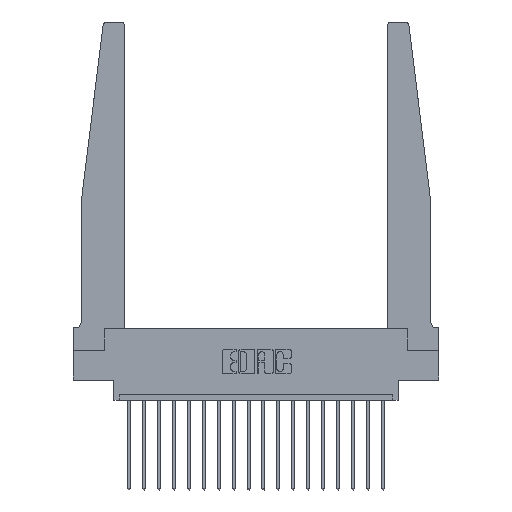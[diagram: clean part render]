
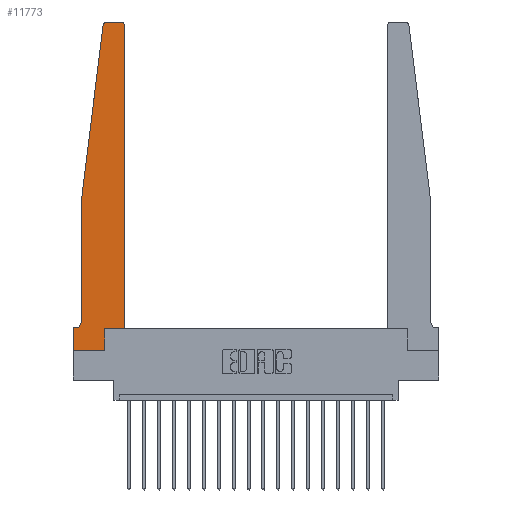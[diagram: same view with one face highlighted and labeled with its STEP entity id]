
A CAD part, top view. The second image highlights one B-rep face of the part: STEP entity #11773.
In plain terms, the highlighted planar face has unit normal (0, 0, 1).
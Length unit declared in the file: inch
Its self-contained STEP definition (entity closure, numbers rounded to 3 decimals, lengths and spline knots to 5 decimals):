
#236 = CARTESIAN_POINT ( 'NONE',  ( 0., 0.1875, 0.37 ) ) ;
#399 = ORIENTED_EDGE ( 'NONE', *, *, #1734, .T. ) ;
#451 = CARTESIAN_POINT ( 'NONE',  ( 0.015, 0.2375, 0.37 ) ) ;
#610 = EDGE_CURVE ( 'NONE', #16986, #6214, #14120, .T. ) ;
#750 = LINE ( 'NONE', #12667, #15766 ) ;
#1027 = LINE ( 'NONE', #10024, #17174 ) ;
#1368 = ORIENTED_EDGE ( 'NONE', *, *, #12105, .T. ) ;
#1734 = EDGE_CURVE ( 'NONE', #6179, #7132, #750, .T. ) ;
#1888 = CARTESIAN_POINT ( 'NONE',  ( 0.425, 2.72, 0.37 ) ) ;
#2600 = DIRECTION ( 'NONE',  ( 0., -1., 0. ) ) ;
#2672 = CARTESIAN_POINT ( 'NONE',  ( 0.065, 0.1875, 0.37 ) ) ;
#2802 = ORIENTED_EDGE ( 'NONE', *, *, #6019, .T. ) ;
#3173 = VERTEX_POINT ( 'NONE', #12113 ) ;
#3243 = CARTESIAN_POINT ( 'NONE',  ( 0.065, 0.2375, 0.37 ) ) ;
#3376 = LINE ( 'NONE', #3950, #16093 ) ;
#3732 = VECTOR ( 'NONE', #6492, 39.37008 ) ;
#3770 = VERTEX_POINT ( 'NONE', #4796 ) ;
#3808 = AXIS2_PLACEMENT_3D ( 'NONE', #15591, #6748, #18612 ) ;
#3841 = EDGE_CURVE ( 'NONE', #13018, #7664, #18755, .T. ) ;
#3950 = CARTESIAN_POINT ( 'NONE',  ( 0.425, 0.18, 0.37 ) ) ;
#3966 = AXIS2_PLACEMENT_3D ( 'NONE', #236, #16552, #15038 ) ;
#4796 = CARTESIAN_POINT ( 'NONE',  ( 0.395, 2.75, 0.37 ) ) ;
#5483 = LINE ( 'NONE', #18884, #10870 ) ;
#5532 = ORIENTED_EDGE ( 'NONE', *, *, #15606, .T. ) ;
#5670 = AXIS2_PLACEMENT_3D ( 'NONE', #8939, #16533, #9001 ) ;
#6019 = EDGE_CURVE ( 'NONE', #15760, #3770, #9387, .T. ) ;
#6113 = PLANE ( 'NONE',  #3966 ) ;
#6179 = VERTEX_POINT ( 'NONE', #9603 ) ;
#6201 = DIRECTION ( 'NONE',  ( 1., 0., 0. ) ) ;
#6214 = VERTEX_POINT ( 'NONE', #6891 ) ;
#6248 = CARTESIAN_POINT ( 'NONE',  ( 0.24675, 2.72367, 0.37 ) ) ;
#6441 = CARTESIAN_POINT ( 'NONE',  ( 0.065, 1.25, 0.37 ) ) ;
#6492 = DIRECTION ( 'NONE',  ( -1., 0., 0. ) ) ;
#6748 = DIRECTION ( 'NONE',  ( 0., 0., 1. ) ) ;
#6891 = CARTESIAN_POINT ( 'NONE',  ( 0.015, 0.1875, 0.37 ) ) ;
#7025 = EDGE_LOOP ( 'NONE', ( #13860, #7729, #16094, #8688, #12562, #12265, #11564, #1368, #399, #8517, #5532, #2802 ) ) ;
#7065 = CARTESIAN_POINT ( 'NONE',  ( 0.27653, 2.75, 0.37 ) ) ;
#7132 = VERTEX_POINT ( 'NONE', #9027 ) ;
#7151 = VECTOR ( 'NONE', #6201, 39.37008 ) ;
#7664 = VERTEX_POINT ( 'NONE', #6441 ) ;
#7729 = ORIENTED_EDGE ( 'NONE', *, *, #16742, .T. ) ;
#8517 = ORIENTED_EDGE ( 'NONE', *, *, #11576, .T. ) ;
#8619 = DIRECTION ( 'NONE',  ( 0., 1., 0. ) ) ;
#8688 = ORIENTED_EDGE ( 'NONE', *, *, #18671, .T. ) ;
#8939 = CARTESIAN_POINT ( 'NONE',  ( 0.27653, 2.72, 0.37 ) ) ;
#9001 = DIRECTION ( 'NONE',  ( 1., 0., 0. ) ) ;
#9027 = CARTESIAN_POINT ( 'NONE',  ( 0.2605, 0.18, 0.37 ) ) ;
#9062 = CIRCLE ( 'NONE', #5670, 0.03 ) ;
#9075 = VERTEX_POINT ( 'NONE', #13640 ) ;
#9317 = CARTESIAN_POINT ( 'NONE',  ( 0.425, 0.18, 0.37 ) ) ;
#9387 = CIRCLE ( 'NONE', #3808, 0.03 ) ;
#9413 = DIRECTION ( 'NONE',  ( 0., -1., 0. ) ) ;
#9603 = CARTESIAN_POINT ( 'NONE',  ( 0.2605, 0., 0.37 ) ) ;
#10024 = CARTESIAN_POINT ( 'NONE',  ( 0., 0., 0.37 ) ) ;
#10857 = EDGE_CURVE ( 'NONE', #6214, #11496, #17894, .T. ) ;
#10870 = VECTOR ( 'NONE', #15663, 39.37008 ) ;
#11309 = LINE ( 'NONE', #18305, #12461 ) ;
#11496 = VERTEX_POINT ( 'NONE', #16674 ) ;
#11564 = ORIENTED_EDGE ( 'NONE', *, *, #17250, .T. ) ;
#11576 = EDGE_CURVE ( 'NONE', #7132, #3173, #19263, .T. ) ;
#11729 = LINE ( 'NONE', #12440, #3732 ) ;
#11773 = ADVANCED_FACE ( 'NONE', ( #12051 ), #6113, .T. ) ;
#12051 = FACE_OUTER_BOUND ( 'NONE', #7025, .T. ) ;
#12105 = EDGE_CURVE ( 'NONE', #9075, #6179, #5483, .T. ) ;
#12113 = CARTESIAN_POINT ( 'NONE',  ( 0.425, 0.18, 0.37 ) ) ;
#12240 = DIRECTION ( 'NONE',  ( -1., 0., 0. ) ) ;
#12265 = ORIENTED_EDGE ( 'NONE', *, *, #10857, .T. ) ;
#12440 = CARTESIAN_POINT ( 'NONE',  ( 0.25, 2.75, 0.37 ) ) ;
#12461 = VECTOR ( 'NONE', #9413, 39.37008 ) ;
#12562 = ORIENTED_EDGE ( 'NONE', *, *, #610, .T. ) ;
#12667 = CARTESIAN_POINT ( 'NONE',  ( 0.2605, 0.18, 0.37 ) ) ;
#13018 = VERTEX_POINT ( 'NONE', #6248 ) ;
#13640 = CARTESIAN_POINT ( 'NONE',  ( 0., 0., 0.37 ) ) ;
#13860 = ORIENTED_EDGE ( 'NONE', *, *, #14660, .T. ) ;
#14120 = CIRCLE ( 'NONE', #16811, 0.05 ) ;
#14660 = EDGE_CURVE ( 'NONE', #3770, #16304, #11729, .T. ) ;
#15038 = DIRECTION ( 'NONE',  ( 1., 0., 0. ) ) ;
#15591 = CARTESIAN_POINT ( 'NONE',  ( 0.395, 2.72, 0.37 ) ) ;
#15606 = EDGE_CURVE ( 'NONE', #3173, #15760, #3376, .T. ) ;
#15663 = DIRECTION ( 'NONE',  ( 1., 0., 0. ) ) ;
#15760 = VERTEX_POINT ( 'NONE', #1888 ) ;
#15766 = VECTOR ( 'NONE', #15812, 39.37008 ) ;
#15812 = DIRECTION ( 'NONE',  ( 0., 1., 0. ) ) ;
#16093 = VECTOR ( 'NONE', #8619, 39.37008 ) ;
#16094 = ORIENTED_EDGE ( 'NONE', *, *, #3841, .T. ) ;
#16201 = DIRECTION ( 'NONE',  ( -1., 0., 0. ) ) ;
#16304 = VERTEX_POINT ( 'NONE', #7065 ) ;
#16313 = VECTOR ( 'NONE', #16201, 39.37008 ) ;
#16533 = DIRECTION ( 'NONE',  ( 0., 0., 1. ) ) ;
#16552 = DIRECTION ( 'NONE',  ( 0., 0., 1. ) ) ;
#16674 = CARTESIAN_POINT ( 'NONE',  ( 0., 0.1875, 0.37 ) ) ;
#16684 = DIRECTION ( 'NONE',  ( 0., 0., -1. ) ) ;
#16742 = EDGE_CURVE ( 'NONE', #16304, #13018, #9062, .T. ) ;
#16811 = AXIS2_PLACEMENT_3D ( 'NONE', #451, #16684, #12240 ) ;
#16986 = VERTEX_POINT ( 'NONE', #3243 ) ;
#17092 = DIRECTION ( 'NONE',  ( -0.122, -0.992, 0. ) ) ;
#17174 = VECTOR ( 'NONE', #2600, 39.37008 ) ;
#17250 = EDGE_CURVE ( 'NONE', #11496, #9075, #1027, .T. ) ;
#17365 = VECTOR ( 'NONE', #17092, 39.37008 ) ;
#17894 = LINE ( 'NONE', #2672, #16313 ) ;
#18305 = CARTESIAN_POINT ( 'NONE',  ( 0.065, 1.25, 0.37 ) ) ;
#18513 = CARTESIAN_POINT ( 'NONE',  ( 0.065, 1.25, 0.37 ) ) ;
#18612 = DIRECTION ( 'NONE',  ( 1., 0., 0. ) ) ;
#18671 = EDGE_CURVE ( 'NONE', #7664, #16986, #11309, .T. ) ;
#18755 = LINE ( 'NONE', #18513, #17365 ) ;
#18884 = CARTESIAN_POINT ( 'NONE',  ( 0., 0., 0.37 ) ) ;
#19263 = LINE ( 'NONE', #9317, #7151 ) ;
